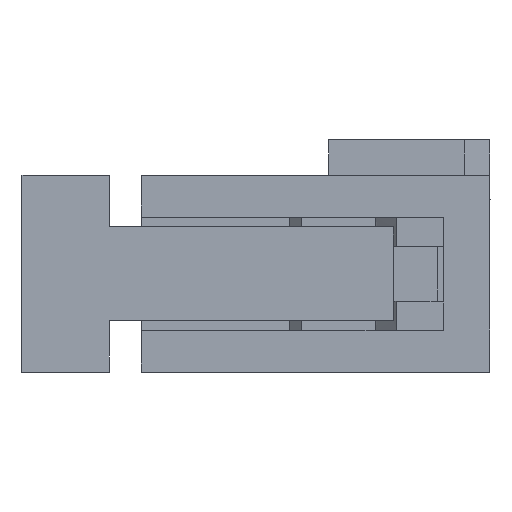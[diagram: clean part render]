
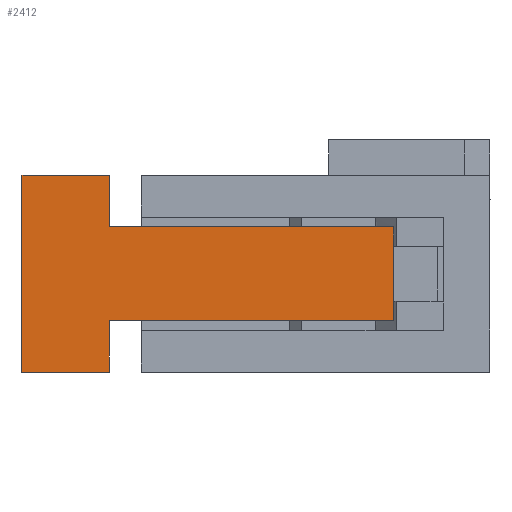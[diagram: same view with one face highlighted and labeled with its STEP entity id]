
A CAD part, left-side view. The second image highlights one B-rep face of the part: STEP entity #2412.
In plain terms, the highlighted planar face has unit normal (-1, 0, 0).
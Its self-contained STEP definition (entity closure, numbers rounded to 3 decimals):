
#2412=ADVANCED_FACE('',(#3468),#2943,.T.);
#2943=PLANE('',#13100);
#3468=FACE_OUTER_BOUND('',#4153,.T.);
#4153=EDGE_LOOP('',(#6988,#6989,#6990,#6991,#6992,#6993,#6994,#6995));
#6988=ORIENTED_EDGE('',*,*,#9601,.T.);
#6989=ORIENTED_EDGE('',*,*,#9602,.T.);
#6990=ORIENTED_EDGE('',*,*,#9599,.T.);
#6991=ORIENTED_EDGE('',*,*,#9603,.T.);
#6992=ORIENTED_EDGE('',*,*,#9604,.T.);
#6993=ORIENTED_EDGE('',*,*,#9522,.T.);
#6994=ORIENTED_EDGE('',*,*,#8960,.F.);
#6995=ORIENTED_EDGE('',*,*,#9521,.T.);
#7919=VERTEX_POINT('',#17315);
#7920=VERTEX_POINT('',#17317);
#8084=VERTEX_POINT('',#18468);
#8085=VERTEX_POINT('',#18472);
#8136=VERTEX_POINT('',#18634);
#8137=VERTEX_POINT('',#18636);
#8138=VERTEX_POINT('',#18640);
#8139=VERTEX_POINT('',#18643);
#8960=EDGE_CURVE('',#7919,#7920,#10442,.T.);
#9521=EDGE_CURVE('',#7919,#8084,#11001,.T.);
#9522=EDGE_CURVE('',#8085,#7920,#11002,.T.);
#9599=EDGE_CURVE('',#8137,#8136,#11075,.T.);
#9601=EDGE_CURVE('',#8084,#8138,#11077,.T.);
#9602=EDGE_CURVE('',#8138,#8137,#11078,.T.);
#9603=EDGE_CURVE('',#8136,#8139,#11079,.T.);
#9604=EDGE_CURVE('',#8139,#8085,#11080,.T.);
#10442=LINE('',#17316,#11913);
#11001=LINE('',#18469,#12472);
#11002=LINE('',#18471,#12473);
#11075=LINE('',#18635,#12546);
#11077=LINE('',#18639,#12548);
#11078=LINE('',#18641,#12549);
#11079=LINE('',#18642,#12550);
#11080=LINE('',#18644,#12551);
#11913=VECTOR('',#14040,1.);
#12472=VECTOR('',#15457,1.);
#12473=VECTOR('',#15460,1.);
#12546=VECTOR('',#15579,1.);
#12548=VECTOR('',#15583,1.);
#12549=VECTOR('',#15584,1.);
#12550=VECTOR('',#15585,1.);
#12551=VECTOR('',#15586,1.);
#13100=AXIS2_PLACEMENT_3D('',#18645,#15587,#15588);
#14040=DIRECTION('',(0.,0.,1.));
#15457=DIRECTION('',(0.,-1.,0.));
#15460=DIRECTION('',(0.,1.,0.));
#15579=DIRECTION('',(0.,0.,1.));
#15583=DIRECTION('',(0.,0.,1.));
#15584=DIRECTION('',(0.,-1.,0.));
#15585=DIRECTION('',(0.,1.,0.));
#15586=DIRECTION('',(0.,0.,1.));
#15587=DIRECTION('',(-1.,0.,0.));
#15588=DIRECTION('',(0.,-1.,0.));
#17315=CARTESIAN_POINT('',(0.,14.5,0.));
#17316=CARTESIAN_POINT('',(0.,14.5,0.));
#17317=CARTESIAN_POINT('',(0.,14.5,6.1));
#18468=CARTESIAN_POINT('',(0.,11.79,0.));
#18469=CARTESIAN_POINT('',(0.,14.5,0.));
#18471=CARTESIAN_POINT('',(0.,11.79,6.1));
#18472=CARTESIAN_POINT('',(0.,11.79,6.1));
#18634=CARTESIAN_POINT('',(0.,2.99,4.5));
#18635=CARTESIAN_POINT('',(0.,2.99,1.6));
#18636=CARTESIAN_POINT('',(0.,2.99,1.6));
#18639=CARTESIAN_POINT('',(0.,11.79,0.));
#18640=CARTESIAN_POINT('',(0.,11.79,1.6));
#18641=CARTESIAN_POINT('',(0.,11.79,1.6));
#18642=CARTESIAN_POINT('',(0.,2.99,4.5));
#18643=CARTESIAN_POINT('',(0.,11.79,4.5));
#18644=CARTESIAN_POINT('',(0.,11.79,4.5));
#18645=CARTESIAN_POINT('',(0.,14.7,-0.2));
